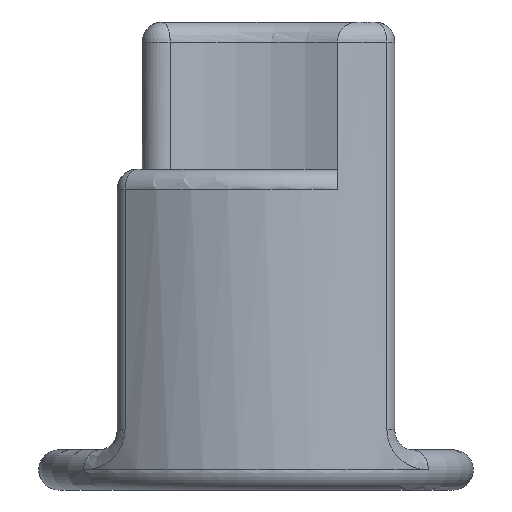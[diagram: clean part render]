
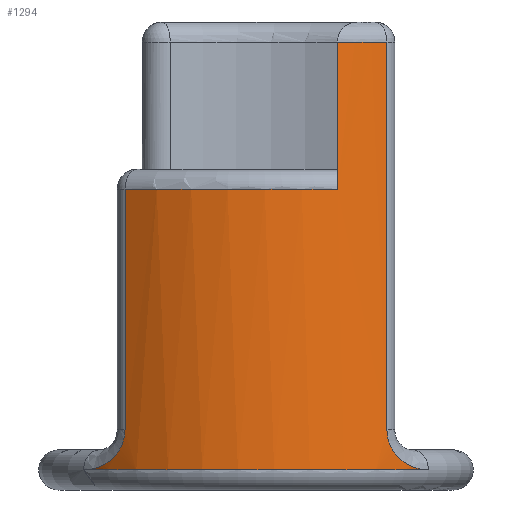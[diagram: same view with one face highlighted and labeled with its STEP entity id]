
A CAD part, left-side view. The second image highlights one B-rep face of the part: STEP entity #1294.
In plain terms, the highlighted cylindrical face has radius 32.5 mm (diameter 65 mm), a partial arc.
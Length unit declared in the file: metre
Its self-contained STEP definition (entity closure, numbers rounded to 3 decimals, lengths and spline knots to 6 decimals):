
#61=CIRCLE('',#1392,0.0325);
#62=CIRCLE('',#1393,0.0325);
#63=CIRCLE('',#1394,0.0325);
#140=LINE('',#1981,#228);
#141=LINE('',#1985,#229);
#142=LINE('',#1989,#230);
#228=VECTOR('',#1558,1.);
#229=VECTOR('',#1561,1.);
#230=VECTOR('',#1564,1.);
#316=ORIENTED_EDGE('',*,*,#698,.F.);
#317=ORIENTED_EDGE('',*,*,#699,.F.);
#318=ORIENTED_EDGE('',*,*,#700,.F.);
#319=ORIENTED_EDGE('',*,*,#701,.F.);
#320=ORIENTED_EDGE('',*,*,#702,.F.);
#321=ORIENTED_EDGE('',*,*,#703,.F.);
#322=ORIENTED_EDGE('',*,*,#704,.F.);
#323=ORIENTED_EDGE('',*,*,#705,.F.);
#698=EDGE_CURVE('',#889,#890,#1013,.F.);
#699=EDGE_CURVE('',#891,#889,#140,.T.);
#700=EDGE_CURVE('',#892,#891,#61,.F.);
#701=EDGE_CURVE('',#893,#892,#141,.T.);
#702=EDGE_CURVE('',#894,#893,#62,.F.);
#703=EDGE_CURVE('',#895,#894,#142,.F.);
#704=EDGE_CURVE('',#896,#895,#1014,.F.);
#705=EDGE_CURVE('',#890,#896,#63,.F.);
#889=VERTEX_POINT('',#1979);
#890=VERTEX_POINT('',#1980);
#891=VERTEX_POINT('',#1982);
#892=VERTEX_POINT('',#1984);
#893=VERTEX_POINT('',#1986);
#894=VERTEX_POINT('',#1988);
#895=VERTEX_POINT('',#1990);
#896=VERTEX_POINT('',#1998);
#1013=B_SPLINE_CURVE_WITH_KNOTS('',3,(#1972,#1973,#1974,#1975,#1976,#1977,
#1978),.UNSPECIFIED.,.F.,.F.,(4,1,1,1,4),(0.,0.002961,0.005922,
0.008883,0.011844),.UNSPECIFIED.);
#1014=B_SPLINE_CURVE_WITH_KNOTS('',3,(#1991,#1992,#1993,#1994,#1995,#1996,
#1997),.UNSPECIFIED.,.F.,.F.,(4,1,1,1,4),(0.,0.002953,0.005905,
0.008858,0.01181),.UNSPECIFIED.);
#1033=EDGE_LOOP('',(#316,#317,#318,#319,#320,#321,#322,#323));
#1144=FACE_BOUND('',#1033,.T.);
#1255=CYLINDRICAL_SURFACE('',#1391,0.0325);
#1294=ADVANCED_FACE('',(#1144),#1255,.T.);
#1391=AXIS2_PLACEMENT_3D('',#1971,#1556,#1557);
#1392=AXIS2_PLACEMENT_3D('',#1983,#1559,#1560);
#1393=AXIS2_PLACEMENT_3D('',#1987,#1562,#1563);
#1394=AXIS2_PLACEMENT_3D('',#1999,#1565,#1566);
#1556=DIRECTION('',(0.,0.,-1.));
#1557=DIRECTION('',(1.,0.,0.));
#1558=DIRECTION('',(0.,0.,-1.));
#1559=DIRECTION('',(0.,0.,-1.));
#1560=DIRECTION('',(-1.,0.,0.));
#1561=DIRECTION('',(0.,0.,1.));
#1562=DIRECTION('',(0.,0.,-1.));
#1563=DIRECTION('',(-1.,0.,0.));
#1564=DIRECTION('',(0.,0.,-1.));
#1565=DIRECTION('',(0.,0.,1.));
#1566=DIRECTION('',(1.,0.,0.));
#1971=CARTESIAN_POINT('',(-0.1875,0.,0.03));
#1972=CARTESIAN_POINT('',(-0.207269,-0.025796,-0.037));
#1973=CARTESIAN_POINT('',(-0.208052,-0.025196,-0.037));
#1974=CARTESIAN_POINT('',(-0.209549,-0.023935,-0.036829));
#1975=CARTESIAN_POINT('',(-0.211539,-0.021927,-0.035867));
#1976=CARTESIAN_POINT('',(-0.213037,-0.020127,-0.03392));
#1977=CARTESIAN_POINT('',(-0.213437,-0.019583,-0.031996));
#1978=CARTESIAN_POINT('',(-0.213437,-0.019583,-0.031));
#1979=CARTESIAN_POINT('',(-0.213437,-0.019583,-0.031));
#1980=CARTESIAN_POINT('',(-0.207269,-0.025796,-0.037));
#1981=CARTESIAN_POINT('',(-0.213437,-0.019583,0.03));
#1982=CARTESIAN_POINT('',(-0.213437,-0.019583,0.027));
#1983=CARTESIAN_POINT('',(-0.1875,0.,0.027));
#1984=CARTESIAN_POINT('',(-0.217629,-0.012185,0.027));
#1985=CARTESIAN_POINT('',(-0.217629,-0.012185,0.008));
#1986=CARTESIAN_POINT('',(-0.217629,-0.012185,0.005));
#1987=CARTESIAN_POINT('',(-0.1875,0.,0.005));
#1988=CARTESIAN_POINT('',(-0.213437,0.019583,0.005));
#1989=CARTESIAN_POINT('',(-0.213437,0.019583,0.03));
#1990=CARTESIAN_POINT('',(-0.213437,0.019583,-0.031));
#1991=CARTESIAN_POINT('',(-0.213437,0.019583,-0.031));
#1992=CARTESIAN_POINT('',(-0.213437,0.019583,-0.031996));
#1993=CARTESIAN_POINT('',(-0.213035,0.02013,-0.033926));
#1994=CARTESIAN_POINT('',(-0.211537,0.021929,-0.035867));
#1995=CARTESIAN_POINT('',(-0.209551,0.023934,-0.036829));
#1996=CARTESIAN_POINT('',(-0.208052,0.025196,-0.037));
#1997=CARTESIAN_POINT('',(-0.207269,0.025796,-0.037));
#1998=CARTESIAN_POINT('',(-0.207269,0.025796,-0.037));
#1999=CARTESIAN_POINT('',(-0.1875,0.,-0.037));
